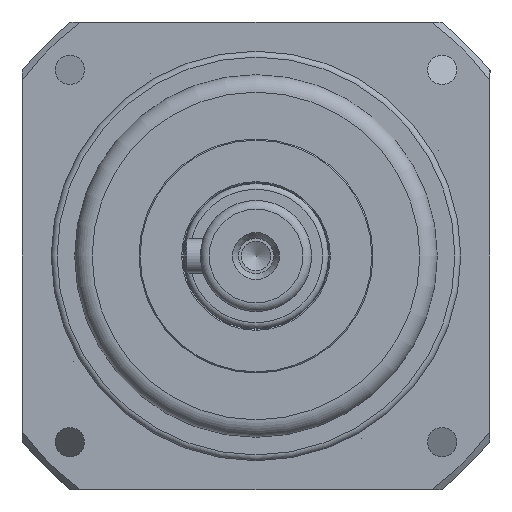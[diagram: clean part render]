
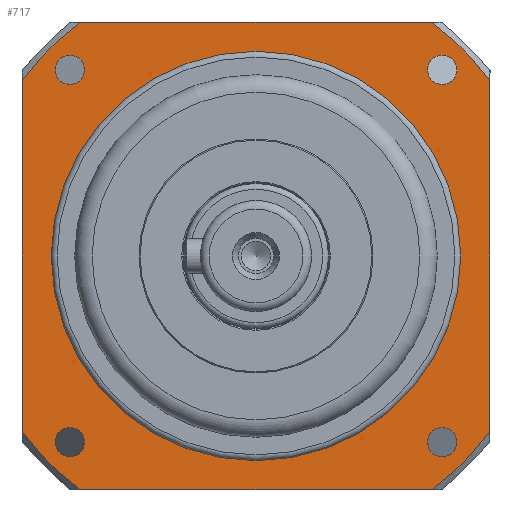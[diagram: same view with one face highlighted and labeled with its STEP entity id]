
A CAD part, left-side view. The second image highlights one B-rep face of the part: STEP entity #717.
In plain terms, the highlighted planar face has unit normal (-1, 0, 0).
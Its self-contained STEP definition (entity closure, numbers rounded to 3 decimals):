
#288=CARTESIAN_POINT('',(-8.65,-32.366,-29.32));
#289=VERTEX_POINT('',#288);
#290=CARTESIAN_POINT('',(-8.65,-32.366,-31.82));
#291=DIRECTION('',(-1.0,0.0,0.0));
#292=DIRECTION('',(0.0,0.0,1.0));
#293=AXIS2_PLACEMENT_3D('',#290,#291,#292);
#294=CIRCLE('',#293,2.5);
#295=EDGE_CURVE('',#289,#289,#294,.T.);
#316=CARTESIAN_POINT('',(-8.65,-32.366,34.32));
#317=VERTEX_POINT('',#316);
#318=CARTESIAN_POINT('',(-8.65,-32.366,31.82));
#319=DIRECTION('',(-1.0,0.0,0.0));
#320=DIRECTION('',(0.0,0.0,1.0));
#321=AXIS2_PLACEMENT_3D('',#318,#319,#320);
#322=CIRCLE('',#321,2.5);
#323=EDGE_CURVE('',#317,#317,#322,.T.);
#344=CARTESIAN_POINT('',(-8.65,31.274,34.32));
#345=VERTEX_POINT('',#344);
#346=CARTESIAN_POINT('',(-8.65,31.274,31.82));
#347=DIRECTION('',(-1.0,0.0,0.0));
#348=DIRECTION('',(0.0,0.0,1.0));
#349=AXIS2_PLACEMENT_3D('',#346,#347,#348);
#350=CIRCLE('',#349,2.5);
#351=EDGE_CURVE('',#345,#345,#350,.T.);
#372=CARTESIAN_POINT('',(-8.65,31.274,-29.32));
#373=VERTEX_POINT('',#372);
#374=CARTESIAN_POINT('',(-8.65,31.274,-31.82));
#375=DIRECTION('',(-1.0,0.0,0.0));
#376=DIRECTION('',(0.0,0.0,1.0));
#377=AXIS2_PLACEMENT_3D('',#374,#375,#376);
#378=CIRCLE('',#377,2.5);
#379=EDGE_CURVE('',#373,#373,#378,.T.);
#472=CARTESIAN_POINT('',(-8.65,-0.546,35.0));
#473=VERTEX_POINT('',#472);
#474=CARTESIAN_POINT('',(-8.65,-0.546,0.0));
#475=DIRECTION('',(-1.0,0.0,0.0));
#476=DIRECTION('',(0.0,0.0,1.0));
#477=AXIS2_PLACEMENT_3D('',#474,#475,#476);
#478=CIRCLE('',#477,35.0);
#479=EDGE_CURVE('',#473,#473,#478,.T.);
#627=CARTESIAN_POINT('',(-8.65,34.454,0.0));
#628=DIRECTION('',(1.0,0.0,0.0));
#629=DIRECTION('',(0.0,0.0,-1.0));
#630=AXIS2_PLACEMENT_3D('',#627,#628,#629);
#631=PLANE('',#630);
#632=CARTESIAN_POINT('',(-8.65,29.454,-40.));
#633=VERTEX_POINT('',#632);
#634=CARTESIAN_POINT('',(-8.65,-30.546,-40.));
#635=VERTEX_POINT('',#634);
#636=CARTESIAN_POINT('',(-8.65,29.454,-40.));
#637=DIRECTION('',(0.0,-1.0,0.0));
#638=VECTOR('',#637,60.);
#639=LINE('',#636,#638);
#640=EDGE_CURVE('',#633,#635,#639,.T.);
#641=ORIENTED_EDGE('',*,*,#640,.T.);
#642=CARTESIAN_POINT('',(-8.65,-40.546,-30.));
#643=VERTEX_POINT('',#642);
#644=CARTESIAN_POINT('',(-8.65,-0.546,0.0));
#645=DIRECTION('',(-1.0,0.0,0.0));
#646=DIRECTION('',(0.0,0.0,1.0));
#647=AXIS2_PLACEMENT_3D('',#644,#645,#646);
#648=CIRCLE('',#647,50.);
#649=EDGE_CURVE('',#635,#643,#648,.T.);
#650=ORIENTED_EDGE('',*,*,#649,.T.);
#651=CARTESIAN_POINT('',(-8.65,-40.546,30.));
#652=VERTEX_POINT('',#651);
#653=CARTESIAN_POINT('',(-8.65,-40.546,-30.));
#654=DIRECTION('',(0.0,0.0,1.0));
#655=VECTOR('',#654,60.);
#656=LINE('',#653,#655);
#657=EDGE_CURVE('',#643,#652,#656,.T.);
#658=ORIENTED_EDGE('',*,*,#657,.T.);
#659=CARTESIAN_POINT('',(-8.65,-30.546,40.));
#660=VERTEX_POINT('',#659);
#661=CARTESIAN_POINT('',(-8.65,-0.546,0.0));
#662=DIRECTION('',(-1.0,0.0,0.0));
#663=DIRECTION('',(0.0,0.0,1.0));
#664=AXIS2_PLACEMENT_3D('',#661,#662,#663);
#665=CIRCLE('',#664,50.);
#666=EDGE_CURVE('',#652,#660,#665,.T.);
#667=ORIENTED_EDGE('',*,*,#666,.T.);
#668=CARTESIAN_POINT('',(-8.65,29.454,40.));
#669=VERTEX_POINT('',#668);
#670=CARTESIAN_POINT('',(-8.65,-30.546,40.));
#671=DIRECTION('',(0.0,1.0,0.0));
#672=VECTOR('',#671,60.);
#673=LINE('',#670,#672);
#674=EDGE_CURVE('',#660,#669,#673,.T.);
#675=ORIENTED_EDGE('',*,*,#674,.T.);
#676=CARTESIAN_POINT('',(-8.65,39.454,30.0));
#677=VERTEX_POINT('',#676);
#678=CARTESIAN_POINT('',(-8.65,-0.546,0.0));
#679=DIRECTION('',(-1.0,0.0,0.0));
#680=DIRECTION('',(0.0,0.0,1.0));
#681=AXIS2_PLACEMENT_3D('',#678,#679,#680);
#682=CIRCLE('',#681,50.);
#683=EDGE_CURVE('',#669,#677,#682,.T.);
#684=ORIENTED_EDGE('',*,*,#683,.T.);
#685=CARTESIAN_POINT('',(-8.65,39.454,-30.));
#686=VERTEX_POINT('',#685);
#687=CARTESIAN_POINT('',(-8.65,39.454,30.0));
#688=DIRECTION('',(0.0,0.0,-1.0));
#689=VECTOR('',#688,60.0);
#690=LINE('',#687,#689);
#691=EDGE_CURVE('',#677,#686,#690,.T.);
#692=ORIENTED_EDGE('',*,*,#691,.T.);
#693=CARTESIAN_POINT('',(-8.65,-0.546,0.0));
#694=DIRECTION('',(-1.0,0.0,0.0));
#695=DIRECTION('',(0.0,0.0,1.0));
#696=AXIS2_PLACEMENT_3D('',#693,#694,#695);
#697=CIRCLE('',#696,50.);
#698=EDGE_CURVE('',#686,#633,#697,.T.);
#699=ORIENTED_EDGE('',*,*,#698,.T.);
#700=EDGE_LOOP('',(#641,#650,#658,#667,#675,#684,#692,#699));
#701=FACE_OUTER_BOUND('',#700,.T.);
#702=ORIENTED_EDGE('',*,*,#351,.F.);
#703=EDGE_LOOP('',(#702));
#704=FACE_BOUND('',#703,.T.);
#705=ORIENTED_EDGE('',*,*,#295,.F.);
#706=EDGE_LOOP('',(#705));
#707=FACE_BOUND('',#706,.T.);
#708=ORIENTED_EDGE('',*,*,#479,.F.);
#709=EDGE_LOOP('',(#708));
#710=FACE_BOUND('',#709,.T.);
#711=ORIENTED_EDGE('',*,*,#379,.F.);
#712=EDGE_LOOP('',(#711));
#713=FACE_BOUND('',#712,.T.);
#714=ORIENTED_EDGE('',*,*,#323,.F.);
#715=EDGE_LOOP('',(#714));
#716=FACE_BOUND('',#715,.T.);
#717=ADVANCED_FACE('',(#701,#704,#707,#710,#713,#716),#631,.F.);
